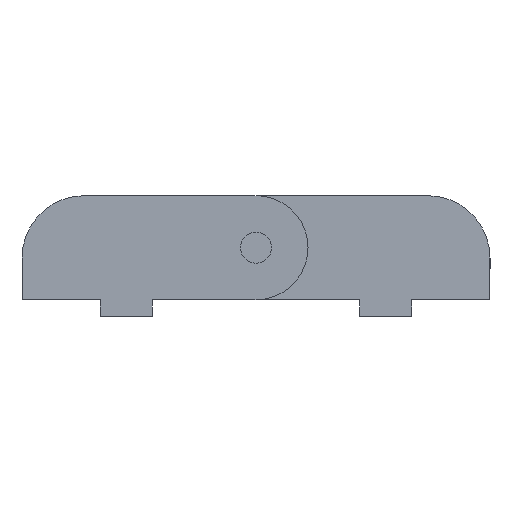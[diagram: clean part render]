
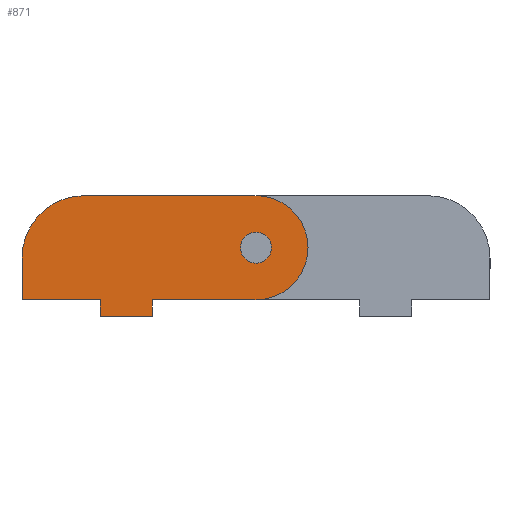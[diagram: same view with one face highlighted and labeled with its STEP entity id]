
A CAD part, front view. The second image highlights one B-rep face of the part: STEP entity #871.
In plain terms, the highlighted planar face has unit normal (0, -1, 0).
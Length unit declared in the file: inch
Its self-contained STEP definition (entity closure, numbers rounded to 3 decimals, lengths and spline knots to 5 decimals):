
#299=CARTESIAN_POINT('',(-0.4675,-0.78,0.3125));
#300=VERTEX_POINT('',#299);
#316=CARTESIAN_POINT('',(-0.78,-0.78,0.625));
#317=VERTEX_POINT('',#316);
#324=CARTESIAN_POINT('',(-0.78,-0.78,0.3125));
#325=DIRECTION('',(0.0,1.0,0.0));
#326=DIRECTION('',(1.0,0.0,0.0));
#327=AXIS2_PLACEMENT_3D('',#324,#325,#326);
#328=CIRCLE('',#327,0.3125);
#329=EDGE_CURVE('',#317,#300,#328,.T.);
#339=CARTESIAN_POINT('',(-0.68675,-0.78,0.3125));
#340=VERTEX_POINT('',#339);
#349=CARTESIAN_POINT('',(-0.87325,-0.78,0.3125));
#350=VERTEX_POINT('',#349);
#351=CARTESIAN_POINT('',(-0.78,-0.78,0.3125));
#352=DIRECTION('',(0.0,1.0,0.0));
#353=DIRECTION('',(1.0,0.0,0.0));
#354=AXIS2_PLACEMENT_3D('',#351,#352,#353);
#355=CIRCLE('',#354,0.09325);
#356=EDGE_CURVE('',#350,#340,#355,.T.);
#536=CARTESIAN_POINT('',(-0.78,-0.78,0.3125));
#537=DIRECTION('',(0.0,1.0,0.0));
#538=DIRECTION('',(1.0,0.0,0.0));
#539=AXIS2_PLACEMENT_3D('',#536,#537,#538);
#540=CIRCLE('',#539,0.09325);
#541=EDGE_CURVE('',#340,#350,#540,.T.);
#551=CARTESIAN_POINT('',(-2.185,-0.78,0.));
#552=VERTEX_POINT('',#551);
#553=CARTESIAN_POINT('',(-2.185,-0.78,0.25));
#554=VERTEX_POINT('',#553);
#555=CARTESIAN_POINT('',(-2.185,-0.78,0.));
#556=DIRECTION('',(0.0,0.0,1.0));
#557=VECTOR('',#556,0.25);
#558=LINE('',#555,#557);
#559=EDGE_CURVE('',#552,#554,#558,.T.);
#591=CARTESIAN_POINT('',(-1.81,-0.78,0.625));
#592=VERTEX_POINT('',#591);
#593=CARTESIAN_POINT('',(-1.81,-0.78,0.25));
#594=DIRECTION('',(0.0,1.0,0.0));
#595=DIRECTION('',(1.0,0.0,0.0));
#596=AXIS2_PLACEMENT_3D('',#593,#594,#595);
#597=CIRCLE('',#596,0.375);
#598=EDGE_CURVE('',#554,#592,#597,.T.);
#624=CARTESIAN_POINT('',(-1.81,-0.78,0.625));
#625=DIRECTION('',(1.0,0.0,0.0));
#626=VECTOR('',#625,1.03);
#627=LINE('',#624,#626);
#628=EDGE_CURVE('',#592,#317,#627,.T.);
#651=CARTESIAN_POINT('',(-0.78,-0.78,0.));
#652=VERTEX_POINT('',#651);
#653=CARTESIAN_POINT('',(-0.78,-0.78,0.3125));
#654=DIRECTION('',(0.0,1.0,0.0));
#655=DIRECTION('',(1.0,0.0,0.0));
#656=AXIS2_PLACEMENT_3D('',#653,#654,#655);
#657=CIRCLE('',#656,0.3125);
#658=EDGE_CURVE('',#300,#652,#657,.T.);
#683=CARTESIAN_POINT('',(-1.404,-0.78,0.));
#684=VERTEX_POINT('',#683);
#685=CARTESIAN_POINT('',(-0.78,-0.78,0.));
#686=DIRECTION('',(-1.0,0.0,0.0));
#687=VECTOR('',#686,0.624);
#688=LINE('',#685,#687);
#689=EDGE_CURVE('',#652,#684,#688,.T.);
#714=CARTESIAN_POINT('',(-1.404,-0.78,-0.1));
#715=VERTEX_POINT('',#714);
#716=CARTESIAN_POINT('',(-1.404,-0.78,0.));
#717=DIRECTION('',(0.0,0.0,-1.0));
#718=VECTOR('',#717,0.1);
#719=LINE('',#716,#718);
#720=EDGE_CURVE('',#684,#715,#719,.T.);
#745=CARTESIAN_POINT('',(-1.716,-0.78,-0.1));
#746=VERTEX_POINT('',#745);
#747=CARTESIAN_POINT('',(-1.404,-0.78,-0.1));
#748=DIRECTION('',(-1.0,0.0,0.0));
#749=VECTOR('',#748,0.312);
#750=LINE('',#747,#749);
#751=EDGE_CURVE('',#715,#746,#750,.T.);
#780=CARTESIAN_POINT('',(-1.716,-0.78,0.));
#781=VERTEX_POINT('',#780);
#782=CARTESIAN_POINT('',(-1.716,-0.78,-0.1));
#783=DIRECTION('',(0.0,0.0,1.0));
#784=VECTOR('',#783,0.1);
#785=LINE('',#782,#784);
#786=EDGE_CURVE('',#746,#781,#785,.T.);
#811=CARTESIAN_POINT('',(-1.716,-0.78,0.));
#812=DIRECTION('',(-1.0,0.0,0.0));
#813=VECTOR('',#812,0.469);
#814=LINE('',#811,#813);
#815=EDGE_CURVE('',#781,#552,#814,.T.);
#850=CARTESIAN_POINT('',(-2.185,-0.78,0.));
#851=DIRECTION('',(0.0,-1.0,0.0));
#852=DIRECTION('',(0.0,0.0,-1.0));
#853=AXIS2_PLACEMENT_3D('',#850,#851,#852);
#854=PLANE('',#853);
#855=ORIENTED_EDGE('',*,*,#559,.F.);
#856=ORIENTED_EDGE('',*,*,#815,.F.);
#857=ORIENTED_EDGE('',*,*,#786,.F.);
#858=ORIENTED_EDGE('',*,*,#751,.F.);
#859=ORIENTED_EDGE('',*,*,#720,.F.);
#860=ORIENTED_EDGE('',*,*,#689,.F.);
#861=ORIENTED_EDGE('',*,*,#658,.F.);
#862=ORIENTED_EDGE('',*,*,#329,.F.);
#863=ORIENTED_EDGE('',*,*,#628,.F.);
#864=ORIENTED_EDGE('',*,*,#598,.F.);
#865=EDGE_LOOP('',(#855,#856,#857,#858,#859,#860,#861,#862,#863,#864));
#866=FACE_OUTER_BOUND('',#865,.T.);
#867=ORIENTED_EDGE('',*,*,#356,.T.);
#868=ORIENTED_EDGE('',*,*,#541,.T.);
#869=EDGE_LOOP('',(#867,#868));
#870=FACE_BOUND('',#869,.T.);
#871=ADVANCED_FACE('',(#866,#870),#854,.T.);
